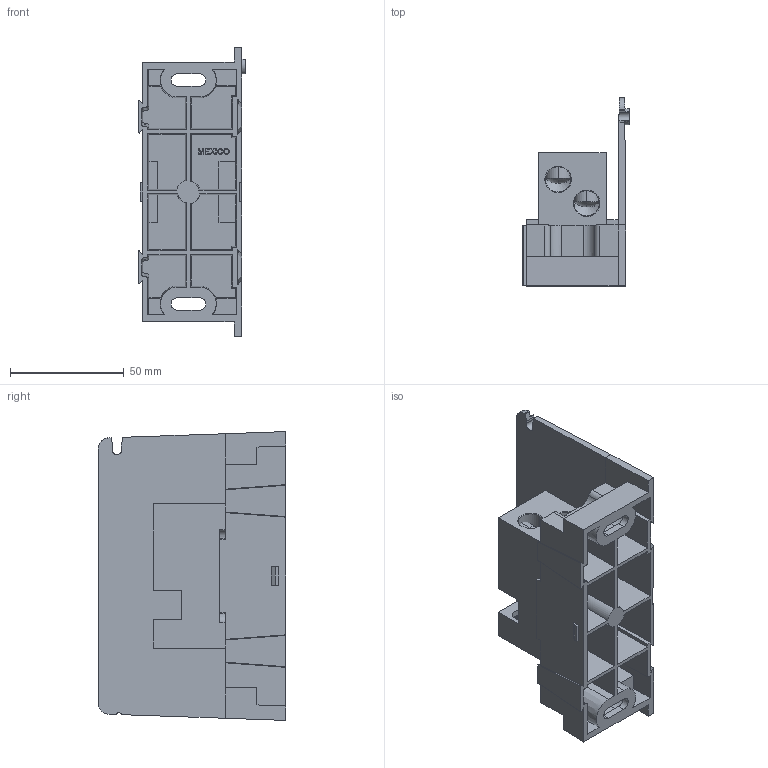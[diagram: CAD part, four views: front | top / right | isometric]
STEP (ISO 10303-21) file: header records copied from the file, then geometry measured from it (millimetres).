
FILE_DESCRIPTION (( 'STEP AP214' ), '1' );
FILE_NAME ('701953rev-ADDER.STEP', '2014-08-12T19:48:18', ( '' ), ( '' ), 'SwSTEP 2.0', 'SolidWorks 2013', '' );
FILE_SCHEMA (( 'AUTOMOTIVE_DESIGN' ));
Length unit declared in the file: inch
Products named in the file (1): 701953rev-ADDER
Bounding box: 46.93 x 82.55 x 127.01 mm (x, y, z)
Volume: 108476.9 mm3; surface area: 71166.8 mm2
Topology: 11 solids, 11 shells, 952 faces, 2487 edges, 1569 vertices
Faces by surface type: cylinder 328, cone 297, plane 277, bspline 26, sphere 14, torus 10
Entity records: 51598 total; most frequent: CARTESIAN_POINT 17004, ORIENTED_EDGE 4950, DIRECTION 4130, EDGE_CURVE 2475, VERTEX_POINT 1569, AXIS2_PLACEMENT_3D 1454, LINE 1222, VECTOR 1222
